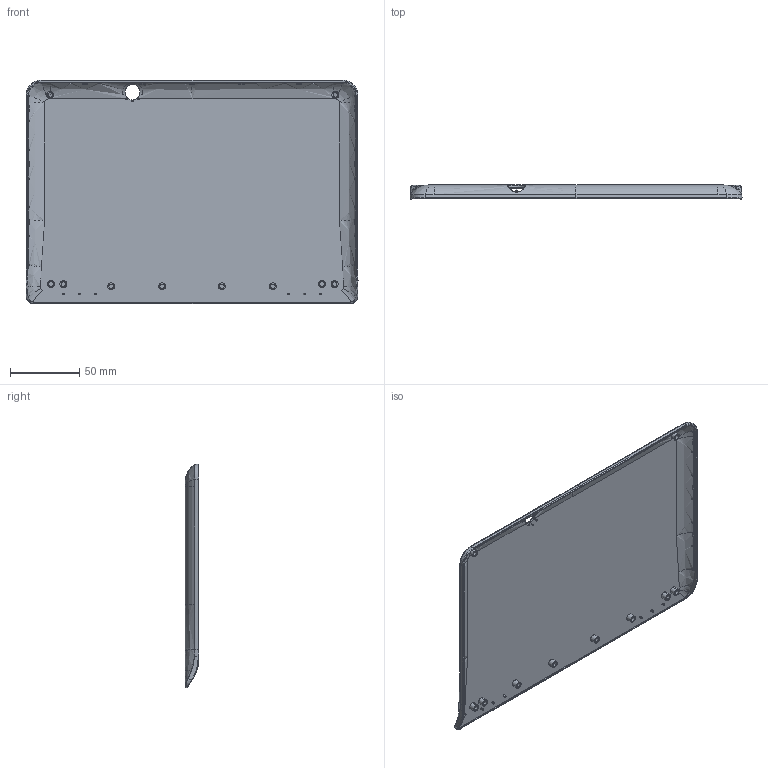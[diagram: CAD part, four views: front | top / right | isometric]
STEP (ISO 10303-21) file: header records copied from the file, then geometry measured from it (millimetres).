
FILE_DESCRIPTION((''),'2;1');
FILE_NAME('A','2010-01-04T',('clifford.yapp'),(''),'PRO/ENGINEER BY PARAMETRIC TECHNOLOGY CORPORATION, 2008090','PRO/ENGINEER BY PARAMETRIC TECHNOLOGY CORPORATION, 2008090','');
FILE_SCHEMA(('CONFIG_CONTROL_DESIGN'));
Length unit declared in the file: millimetre
Products named in the file (1): A
Bounding box: 239.92 x 10 x 161.62 mm (x, y, z)
Surface area: 83965.1 mm2 (no closed solid volume)
Topology: 0 solids, 1 shells, 471 faces, 1204 edges, 769 vertices
Faces by surface type: plane 191, cylinder 138, bspline 112, extrusion 24, torus 4, cone 2
Entity records: 18332 total; most frequent: CARTESIAN_POINT 7886, ORIENTED_EDGE 2401, DIRECTION 1751, EDGE_CURVE 1204, VERTEX_POINT 769, AXIS2_PLACEMENT_3D 602, VECTOR 547, LINE 523
